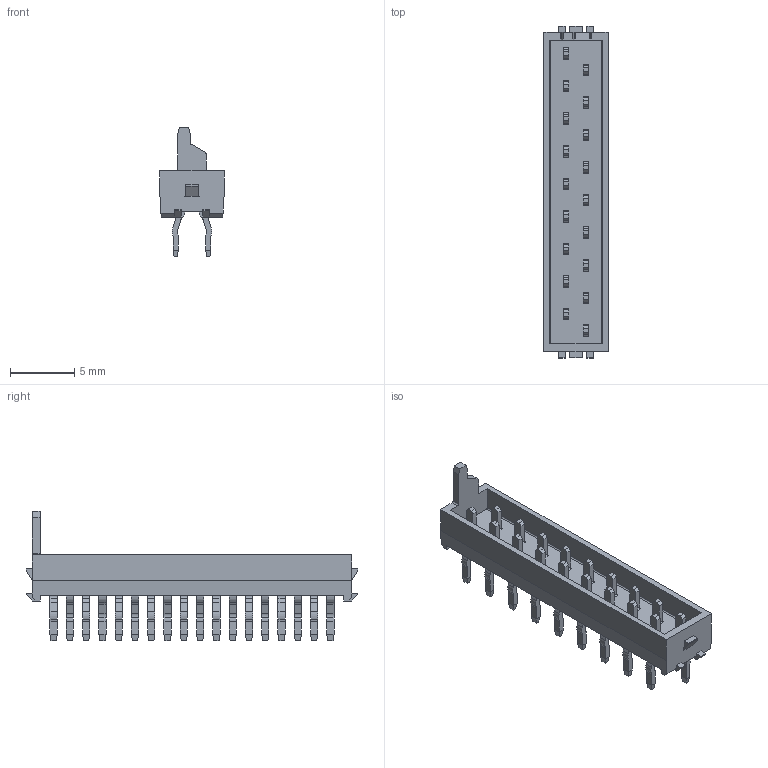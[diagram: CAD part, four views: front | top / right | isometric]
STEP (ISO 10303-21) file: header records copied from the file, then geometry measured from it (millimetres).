
FILE_DESCRIPTION(/* description */ ('Unknown'),/* implementation_level */ '2;1');
FILE_NAME(/* name */ 'J_Wurth_WR-MM_690357101872',/* time_stamp */ '2025-05-06T15:26:43+08:00',/* author */ ('Unknown'),/* organization */ ('Unknown'),/* preprocessor_version */ 'ST-DEVELOPER v19.4',/* originating_system */ 'Solid Edge',/* authorisation */ 'Unknown');
FILE_SCHEMA (('AUTOMOTIVE_DESIGN {1 0 10303 214 3 1 1}'));
Length unit declared in the file: millimetre
Products named in the file (2): J_Wurth_WR-MM_690357101872
Assembly tree (1 placements, depth 2):
  J_Wurth_WR-MM_690357101872
    J_Wurth_WR-MM_690357101872
Bounding box: 5 x 25.89 x 10.1 mm (x, y, z)
Volume: 240.3 mm3; surface area: 766.2 mm2
Topology: 1 solids, 37 shells, 896 faces, 2172 edges, 1424 vertices
Faces by surface type: plane 638, cylinder 258
Entity records: 32279 total; most frequent: CARTESIAN_POINT 4494, DIRECTION 4484, ORIENTED_EDGE 4344, EDGE_CURVE 2172, LINE 1656, VECTOR 1656, VERTEX_POINT 1424, AXIS2_PLACEMENT_3D 1414
